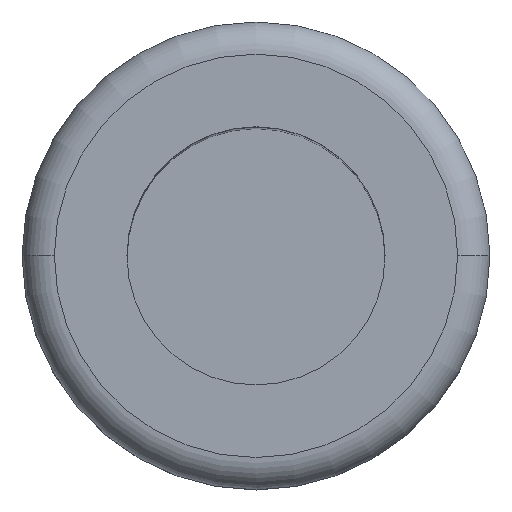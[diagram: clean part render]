
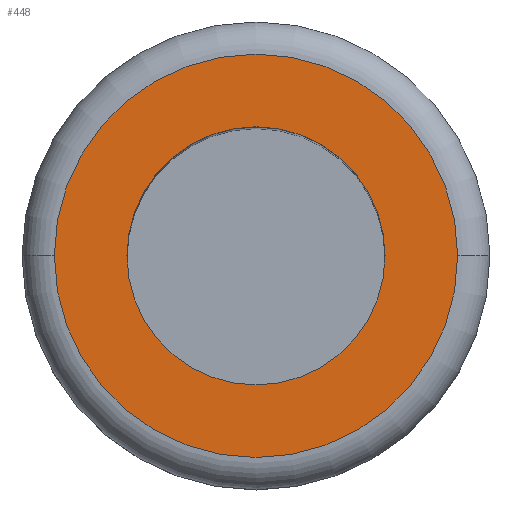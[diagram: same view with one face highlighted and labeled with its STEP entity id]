
A CAD part, top view. The second image highlights one B-rep face of the part: STEP entity #448.
In plain terms, the highlighted planar face has unit normal (0, 0, 1).
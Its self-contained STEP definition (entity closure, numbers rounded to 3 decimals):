
#274=CARTESIAN_POINT('',(0.4,0.,0.4));
#275=VERTEX_POINT('',#274);
#284=CARTESIAN_POINT('',(-0.4,0.,0.4));
#285=VERTEX_POINT('',#284);
#286=CARTESIAN_POINT('',(0.0,0.,0.4));
#287=DIRECTION('',(0.0,0.0,-1.0));
#288=DIRECTION('',(1.0,0.0,0.0));
#289=AXIS2_PLACEMENT_3D('',#286,#287,#288);
#290=CIRCLE('',#289,0.4);
#291=EDGE_CURVE('',#285,#275,#290,.T.);
#358=CARTESIAN_POINT('',(0.625,0.,0.4));
#359=VERTEX_POINT('',#358);
#367=CARTESIAN_POINT('',(-0.625,0.,0.4));
#368=VERTEX_POINT('',#367);
#369=CARTESIAN_POINT('',(0.0,0.0,0.4));
#370=DIRECTION('',(0.0,0.0,-1.0));
#371=DIRECTION('',(-1.0,0.0,0.0));
#372=AXIS2_PLACEMENT_3D('',#369,#370,#371);
#373=CIRCLE('',#372,0.625);
#374=EDGE_CURVE('',#359,#368,#373,.T.);
#401=CARTESIAN_POINT('',(0.0,0.0,0.4));
#402=DIRECTION('',(0.0,0.0,-1.0));
#403=DIRECTION('',(-1.0,0.0,0.0));
#404=AXIS2_PLACEMENT_3D('',#401,#402,#403);
#405=CIRCLE('',#404,0.625);
#406=EDGE_CURVE('',#368,#359,#405,.T.);
#429=CARTESIAN_POINT('',(0.0,0.0,0.4));
#430=DIRECTION('',(0.0,0.0,1.0));
#431=DIRECTION('',(1.0,0.0,0.0));
#432=AXIS2_PLACEMENT_3D('',#429,#430,#431);
#433=PLANE('',#432);
#434=ORIENTED_EDGE('',*,*,#374,.F.);
#435=ORIENTED_EDGE('',*,*,#406,.F.);
#436=EDGE_LOOP('',(#434,#435));
#437=FACE_OUTER_BOUND('',#436,.T.);
#438=CARTESIAN_POINT('',(0.0,0.,0.4));
#439=DIRECTION('',(0.0,0.0,-1.0));
#440=DIRECTION('',(1.0,0.0,0.0));
#441=AXIS2_PLACEMENT_3D('',#438,#439,#440);
#442=CIRCLE('',#441,0.4);
#443=EDGE_CURVE('',#275,#285,#442,.T.);
#444=ORIENTED_EDGE('',*,*,#443,.T.);
#445=ORIENTED_EDGE('',*,*,#291,.T.);
#446=EDGE_LOOP('',(#444,#445));
#447=FACE_BOUND('',#446,.T.);
#448=ADVANCED_FACE('',(#437,#447),#433,.T.);
